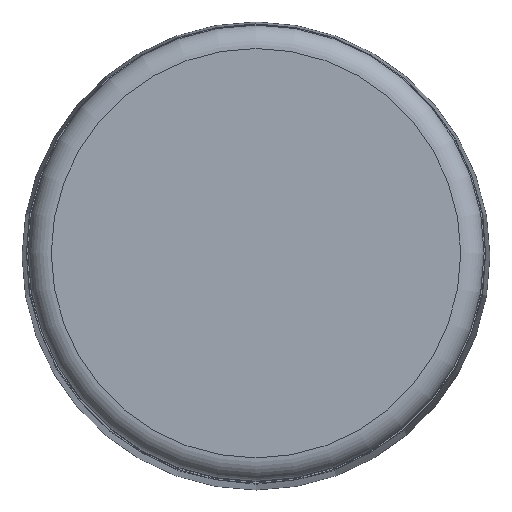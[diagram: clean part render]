
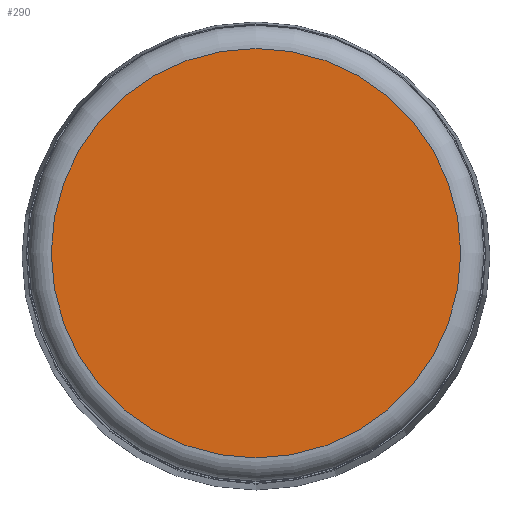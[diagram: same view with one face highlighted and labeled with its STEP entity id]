
A CAD part, top view. The second image highlights one B-rep face of the part: STEP entity #290.
In plain terms, the highlighted planar face has unit normal (0, 0, 1).
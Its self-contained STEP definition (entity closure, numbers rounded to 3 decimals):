
#48=FACE_OUTER_BOUND('',#65,.T.);
#65=EDGE_LOOP('',(#215,#216));
#85=CIRCLE('',#332,4.375);
#86=CIRCLE('',#333,4.375);
#122=VERTEX_POINT('',#508);
#123=VERTEX_POINT('',#510);
#156=EDGE_CURVE('',#122,#123,#85,.T.);
#157=EDGE_CURVE('',#123,#122,#86,.T.);
#215=ORIENTED_EDGE('',*,*,#157,.F.);
#216=ORIENTED_EDGE('',*,*,#156,.F.);
#282=PLANE('',#338);
#290=ADVANCED_FACE('',(#48),#282,.T.);
#332=AXIS2_PLACEMENT_3D('',#511,#399,#400);
#333=AXIS2_PLACEMENT_3D('',#512,#401,#402);
#338=AXIS2_PLACEMENT_3D('',#520,#412,#413);
#399=DIRECTION('center_axis',(0.,0.,-1.));
#400=DIRECTION('ref_axis',(0.,-1.,0.));
#401=DIRECTION('center_axis',(0.,0.,-1.));
#402=DIRECTION('ref_axis',(0.,-1.,0.));
#412=DIRECTION('center_axis',(0.,0.,1.));
#413=DIRECTION('ref_axis',(1.,0.,0.));
#508=CARTESIAN_POINT('',(-5.242,5.992,34.25));
#510=CARTESIAN_POINT('',(-9.617,10.367,34.25));
#511=CARTESIAN_POINT('Origin',(-9.617,5.992,34.25));
#512=CARTESIAN_POINT('Origin',(-9.617,5.992,34.25));
#520=CARTESIAN_POINT('Origin',(-9.617,10.867,34.25));
